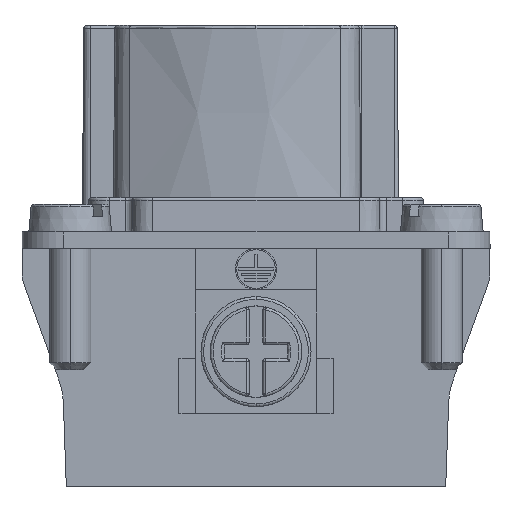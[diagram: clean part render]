
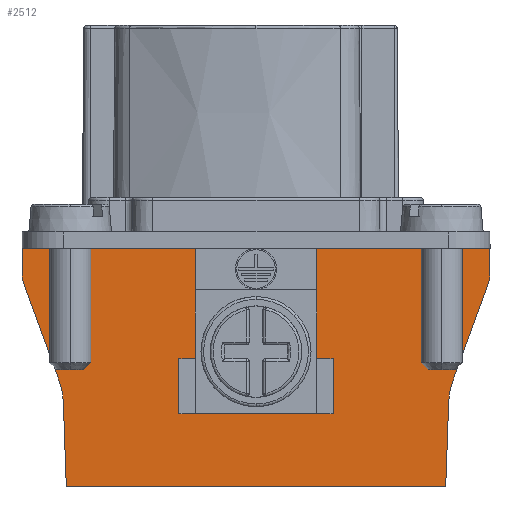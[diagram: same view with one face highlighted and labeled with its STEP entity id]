
A CAD part, left-side view. The second image highlights one B-rep face of the part: STEP entity #2512.
In plain terms, the highlighted planar face has unit normal (-1, 0, -0.004).
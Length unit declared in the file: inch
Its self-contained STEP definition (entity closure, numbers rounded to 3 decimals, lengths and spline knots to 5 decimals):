
#227 =( BOUNDED_CURVE ( )  B_SPLINE_CURVE ( 3, ( #1938, #8952, #1110, #5877 ),
 .UNSPECIFIED., .F., .T. ) 
 B_SPLINE_CURVE_WITH_KNOTS ( ( 4, 4 ),
 ( 4.36332, 4.67748 ),
 .UNSPECIFIED. ) 
 CURVE ( )  GEOMETRIC_REPRESENTATION_ITEM ( )  RATIONAL_B_SPLINE_CURVE ( ( 1., 0.992, 0.992, 1. ) ) 
 REPRESENTATION_ITEM ( '' )  );
#231 = EDGE_CURVE ( 'NONE', #11767, #9918, #5994, .T. ) ;
#285 = ORIENTED_EDGE ( 'NONE', *, *, #231, .T. ) ;
#374 =( BOUNDED_CURVE ( )  B_SPLINE_CURVE ( 3, ( #900, #2750, #7435, #4763 ),
 .UNSPECIFIED., .F., .F. ) 
 B_SPLINE_CURVE_WITH_KNOTS ( ( 4, 4 ),
 ( 1.22173, 1.5708 ),
 .UNSPECIFIED. ) 
 CURVE ( )  GEOMETRIC_REPRESENTATION_ITEM ( )  RATIONAL_B_SPLINE_CURVE ( ( 1., 0.99, 0.99, 1. ) ) 
 REPRESENTATION_ITEM ( '' )  );
#435 = CARTESIAN_POINT ( 'NONE',  ( 0.60165, -0.55103, -1.07749 ) ) ;
#619 = VERTEX_POINT ( 'NONE', #12465 ) ;
#712 = VECTOR ( 'NONE', #2061, 39.37008 ) ;
#848 = VERTEX_POINT ( 'NONE', #12659 ) ;
#900 = CARTESIAN_POINT ( 'NONE',  ( 0.60017, 0.66454, -0.73746 ) ) ;
#1110 = CARTESIAN_POINT ( 'NONE',  ( 0.60156, 0.55176, -1.0568 ) ) ;
#1246 = ORIENTED_EDGE ( 'NONE', *, *, #7249, .T. ) ;
#1338 = CARTESIAN_POINT ( 'NONE',  ( 0.60165, 0.55103, -1.07749 ) ) ;
#1497 = CARTESIAN_POINT ( 'NONE',  ( 0.60236, 0.66929, -1.24016 ) ) ;
#1723 = CARTESIAN_POINT ( 'NONE',  ( 0.60005, 0.66929, -0.71053 ) ) ;
#1752 =( BOUNDED_CURVE ( )  B_SPLINE_CURVE ( 3, ( #10133, #4201, #12150, #2459 ),
 .UNSPECIFIED., .F., .F. ) 
 B_SPLINE_CURVE_WITH_KNOTS ( ( 4, 4 ),
 ( 1.5708, 1.91986 ),
 .UNSPECIFIED. ) 
 CURVE ( )  GEOMETRIC_REPRESENTATION_ITEM ( )  RATIONAL_B_SPLINE_CURVE ( ( 1., 0.99, 0.99, 1. ) ) 
 REPRESENTATION_ITEM ( '' )  );
#1938 = CARTESIAN_POINT ( 'NONE',  ( 0.60139, 0.56279, -1.01703 ) ) ;
#2061 = DIRECTION ( 'NONE',  ( 0., 1., 0. ) ) ;
#2104 =( BOUNDED_CURVE ( )  B_SPLINE_CURVE ( 3, ( #2364, #7021, #9192, #6113 ),
 .UNSPECIFIED., .F., .F. ) 
 B_SPLINE_CURVE_WITH_KNOTS ( ( 4, 4 ),
 ( 1.6057, 1.91986 ),
 .UNSPECIFIED. ) 
 CURVE ( )  GEOMETRIC_REPRESENTATION_ITEM ( )  RATIONAL_B_SPLINE_CURVE ( ( 1., 0.992, 0.992, 1. ) ) 
 REPRESENTATION_ITEM ( '' )  );
#2148 = EDGE_CURVE ( 'NONE', #9918, #8005, #2183, .T. ) ;
#2163 = EDGE_CURVE ( 'NONE', #11870, #4506, #2104, .T. ) ;
#2183 = LINE ( 'NONE', #8051, #8367 ) ;
#2358 = VECTOR ( 'NONE', #5481, 39.37008 ) ;
#2364 = CARTESIAN_POINT ( 'NONE',  ( 0.60165, -0.55103, -1.07749 ) ) ;
#2371 = EDGE_CURVE ( 'NONE', #6388, #6500, #4653, .T. ) ;
#2459 = CARTESIAN_POINT ( 'NONE',  ( 0.60017, -0.66454, -0.73746 ) ) ;
#2512 = ADVANCED_FACE ( 'NONE', ( #6921 ), #10849, .T. ) ;
#2750 = CARTESIAN_POINT ( 'NONE',  ( 0.60013, 0.66769, -0.7288 ) ) ;
#2782 = LINE ( 'NONE', #11766, #12137 ) ;
#2851 = DIRECTION ( 'NONE',  ( -0.004, -0.342, 0.94 ) ) ;
#2881 = EDGE_LOOP ( 'NONE', ( #8506, #10872, #11133, #1246, #285, #10960, #3289, #5128, #8905, #6568, #3875, #9106, #9007, #5162 ) ) ;
#2954 = VERTEX_POINT ( 'NONE', #1723 ) ;
#3121 = EDGE_CURVE ( 'NONE', #5354, #619, #8821, .T. ) ;
#3289 = ORIENTED_EDGE ( 'NONE', *, *, #4749, .T. ) ;
#3334 = DIRECTION ( 'NONE',  ( 0., 1., 0. ) ) ;
#3360 = VERTEX_POINT ( 'NONE', #5207 ) ;
#3407 = LINE ( 'NONE', #5217, #3448 ) ;
#3448 = VECTOR ( 'NONE', #12259, 39.37008 ) ;
#3590 = CARTESIAN_POINT ( 'NONE',  ( 0.60165, 0.55103, -1.07749 ) ) ;
#3875 = ORIENTED_EDGE ( 'NONE', *, *, #10352, .T. ) ;
#4039 = EDGE_CURVE ( 'NONE', #3360, #848, #1752, .T. ) ;
#4201 = CARTESIAN_POINT ( 'NONE',  ( 0.60009, -0.66929, -0.71973 ) ) ;
#4506 = VERTEX_POINT ( 'NONE', #10025 ) ;
#4653 = LINE ( 'NONE', #11571, #6122 ) ;
#4749 = EDGE_CURVE ( 'NONE', #8005, #2954, #8454, .T. ) ;
#4763 = CARTESIAN_POINT ( 'NONE',  ( 0.60005, 0.66929, -0.71053 ) ) ;
#4787 = CARTESIAN_POINT ( 'NONE',  ( 0.60139, -0.56279, -1.01703 ) ) ;
#4826 = DIRECTION ( 'NONE',  ( 0., -1., 0. ) ) ;
#4928 = DIRECTION ( 'NONE',  ( 0., 1., 0. ) ) ;
#5047 = VERTEX_POINT ( 'NONE', #8122 ) ;
#5128 = ORIENTED_EDGE ( 'NONE', *, *, #7474, .F. ) ;
#5162 = ORIENTED_EDGE ( 'NONE', *, *, #2163, .T. ) ;
#5207 = CARTESIAN_POINT ( 'NONE',  ( 0.60005, -0.66929, -0.71053 ) ) ;
#5217 = CARTESIAN_POINT ( 'NONE',  ( 0.60236, -0.66929, -1.24016 ) ) ;
#5354 = VERTEX_POINT ( 'NONE', #6887 ) ;
#5441 = CARTESIAN_POINT ( 'NONE',  ( 0.60165, -0.55103, -1.07749 ) ) ;
#5481 = DIRECTION ( 'NONE',  ( 0.004, 0., -1. ) ) ;
#5877 = CARTESIAN_POINT ( 'NONE',  ( 0.60165, 0.55103, -1.07749 ) ) ;
#5993 = CARTESIAN_POINT ( 'NONE',  ( 0.60271, 0., -1.3189 ) ) ;
#5994 = LINE ( 'NONE', #7798, #712 ) ;
#6113 = CARTESIAN_POINT ( 'NONE',  ( 0.60139, -0.56279, -1.01703 ) ) ;
#6122 = VECTOR ( 'NONE', #6667, 39.37008 ) ;
#6237 = EDGE_CURVE ( 'NONE', #3360, #5047, #3407, .T. ) ;
#6388 = VERTEX_POINT ( 'NONE', #11539 ) ;
#6500 = VERTEX_POINT ( 'NONE', #10889 ) ;
#6568 = ORIENTED_EDGE ( 'NONE', *, *, #11264, .T. ) ;
#6667 = DIRECTION ( 'NONE',  ( 0.004, -0.342, -0.94 ) ) ;
#6729 = CARTESIAN_POINT ( 'NONE',  ( 0.59973, 0.66929, -0.6378 ) ) ;
#6887 = CARTESIAN_POINT ( 'NONE',  ( 0.60271, 0.5426, -1.3189 ) ) ;
#6921 = FACE_OUTER_BOUND ( 'NONE', #2881, .T. ) ;
#7021 = CARTESIAN_POINT ( 'NONE',  ( 0.60156, -0.55176, -1.0568 ) ) ;
#7190 = LINE ( 'NONE', #5441, #11478 ) ;
#7249 = EDGE_CURVE ( 'NONE', #5047, #11767, #2782, .T. ) ;
#7263 = DIRECTION ( 'NONE',  ( 0.004, -0.035, -0.999 ) ) ;
#7435 = CARTESIAN_POINT ( 'NONE',  ( 0.60009, 0.66929, -0.71973 ) ) ;
#7474 = EDGE_CURVE ( 'NONE', #6388, #2954, #374, .T. ) ;
#7798 = CARTESIAN_POINT ( 'NONE',  ( 0.59973, 0.54535, -0.6378 ) ) ;
#7849 = CARTESIAN_POINT ( 'NONE',  ( 0.59973, -0.17323, -0.6378 ) ) ;
#8005 = VERTEX_POINT ( 'NONE', #6729 ) ;
#8023 = CARTESIAN_POINT ( 'NONE',  ( 0.60236, 0.54535, -1.24016 ) ) ;
#8051 = CARTESIAN_POINT ( 'NONE',  ( 0.59973, 0.54535, -0.6378 ) ) ;
#8122 = CARTESIAN_POINT ( 'NONE',  ( 0.59973, -0.66929, -0.6378 ) ) ;
#8341 = DIRECTION ( 'NONE',  ( 0.004, 0.035, -0.999 ) ) ;
#8367 = VECTOR ( 'NONE', #3334, 39.37008 ) ;
#8454 = LINE ( 'NONE', #1497, #2358 ) ;
#8506 = ORIENTED_EDGE ( 'NONE', *, *, #9865, .T. ) ;
#8706 = LINE ( 'NONE', #4787, #9832 ) ;
#8821 = LINE ( 'NONE', #5993, #9614 ) ;
#8905 = ORIENTED_EDGE ( 'NONE', *, *, #2371, .T. ) ;
#8906 = DIRECTION ( 'NONE',  ( -0.004, 0., 1. ) ) ;
#8952 = CARTESIAN_POINT ( 'NONE',  ( 0.60147, 0.55571, -1.03648 ) ) ;
#9007 = ORIENTED_EDGE ( 'NONE', *, *, #9717, .F. ) ;
#9025 = VERTEX_POINT ( 'NONE', #3590 ) ;
#9106 = ORIENTED_EDGE ( 'NONE', *, *, #3121, .T. ) ;
#9192 = CARTESIAN_POINT ( 'NONE',  ( 0.60147, -0.55571, -1.03648 ) ) ;
#9614 = VECTOR ( 'NONE', #4826, 39.37008 ) ;
#9717 = EDGE_CURVE ( 'NONE', #11870, #619, #7190, .T. ) ;
#9832 = VECTOR ( 'NONE', #2851, 39.37008 ) ;
#9865 = EDGE_CURVE ( 'NONE', #4506, #848, #8706, .T. ) ;
#9918 = VERTEX_POINT ( 'NONE', #10983 ) ;
#10025 = CARTESIAN_POINT ( 'NONE',  ( 0.60139, -0.56279, -1.01703 ) ) ;
#10133 = CARTESIAN_POINT ( 'NONE',  ( 0.60005, -0.66929, -0.71053 ) ) ;
#10352 = EDGE_CURVE ( 'NONE', #9025, #5354, #11202, .T. ) ;
#10665 = VECTOR ( 'NONE', #7263, 39.37008 ) ;
#10849 = PLANE ( 'NONE',  #12107 ) ;
#10872 = ORIENTED_EDGE ( 'NONE', *, *, #4039, .F. ) ;
#10889 = CARTESIAN_POINT ( 'NONE',  ( 0.60139, 0.56279, -1.01703 ) ) ;
#10960 = ORIENTED_EDGE ( 'NONE', *, *, #2148, .T. ) ;
#10983 = CARTESIAN_POINT ( 'NONE',  ( 0.59973, 0.17323, -0.6378 ) ) ;
#11133 = ORIENTED_EDGE ( 'NONE', *, *, #6237, .T. ) ;
#11202 = LINE ( 'NONE', #1338, #10665 ) ;
#11264 = EDGE_CURVE ( 'NONE', #6500, #9025, #227, .T. ) ;
#11478 = VECTOR ( 'NONE', #8341, 39.37008 ) ;
#11539 = CARTESIAN_POINT ( 'NONE',  ( 0.60017, 0.66454, -0.73746 ) ) ;
#11571 = CARTESIAN_POINT ( 'NONE',  ( 0.60017, 0.66454, -0.73746 ) ) ;
#11766 = CARTESIAN_POINT ( 'NONE',  ( 0.59973, 0.54535, -0.6378 ) ) ;
#11767 = VERTEX_POINT ( 'NONE', #7849 ) ;
#11870 = VERTEX_POINT ( 'NONE', #435 ) ;
#11965 = DIRECTION ( 'NONE',  ( -1., 0., -0.004 ) ) ;
#12107 = AXIS2_PLACEMENT_3D ( 'NONE', #8023, #11965, #8906 ) ;
#12137 = VECTOR ( 'NONE', #4928, 39.37008 ) ;
#12150 = CARTESIAN_POINT ( 'NONE',  ( 0.60013, -0.66769, -0.7288 ) ) ;
#12259 = DIRECTION ( 'NONE',  ( -0.004, 0., 1. ) ) ;
#12465 = CARTESIAN_POINT ( 'NONE',  ( 0.60271, -0.5426, -1.3189 ) ) ;
#12659 = CARTESIAN_POINT ( 'NONE',  ( 0.60017, -0.66454, -0.73746 ) ) ;
